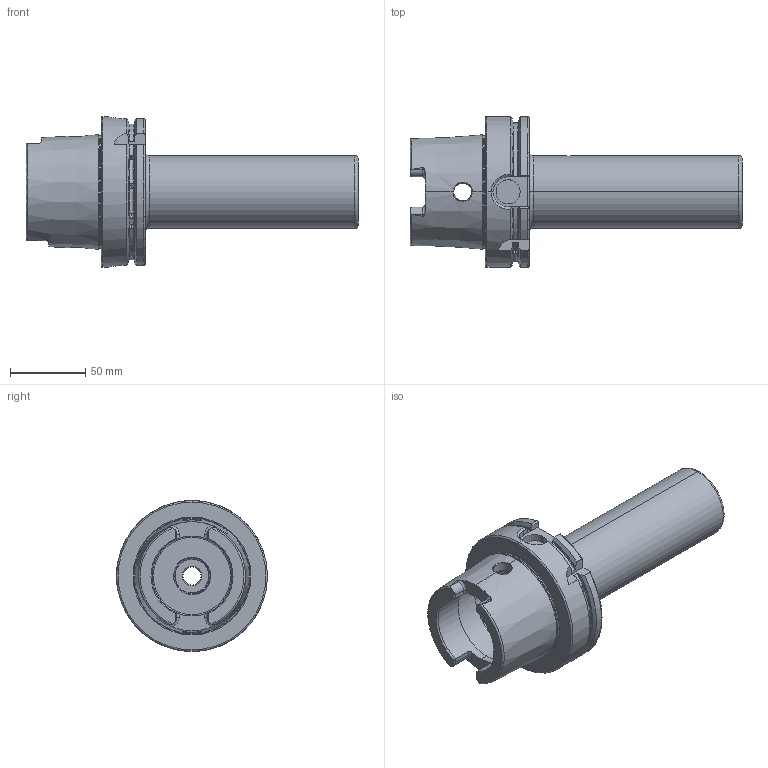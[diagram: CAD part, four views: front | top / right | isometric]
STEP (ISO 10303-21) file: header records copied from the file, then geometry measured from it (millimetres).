
FILE_DESCRIPTION (( 'STEP AP203' ), '1' );
FILE_NAME ('A100.08.04.STEP', '2016-10-12T03:37:52', ( '' ), ( '' ), 'SwSTEP 2.0', 'SolidWorks 2012', '' );
FILE_SCHEMA (( 'CONFIG_CONTROL_DESIGN' ));
Products named in the file (1): A100.08.04
Bounding box: 220 x 100 x 100 mm (x, y, z)
Volume: 423759.8 mm3; surface area: 84998.2 mm2
Topology: 1 solids, 1 shells, 286 faces, 800 edges, 510 vertices
Faces by surface type: cylinder 132, plane 50, torus 37, cone 34, bspline 33
Entity records: 42199 total; most frequent: CARTESIAN_POINT 35705, ORIENTED_EDGE 1580, DIRECTION 1097, EDGE_CURVE 790, VERTEX_POINT 510, AXIS2_PLACEMENT_3D 441, EDGE_LOOP 300, ADVANCED_FACE 286
